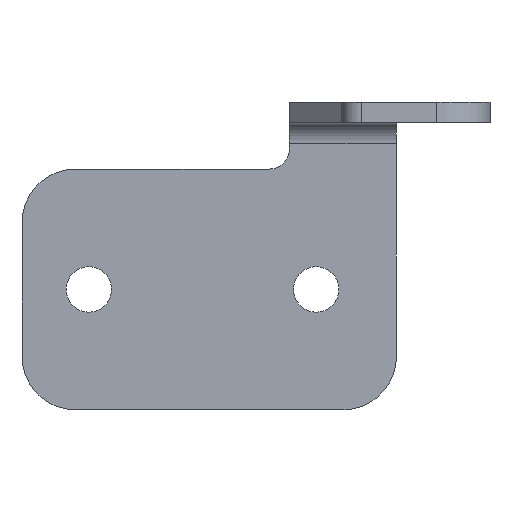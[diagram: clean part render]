
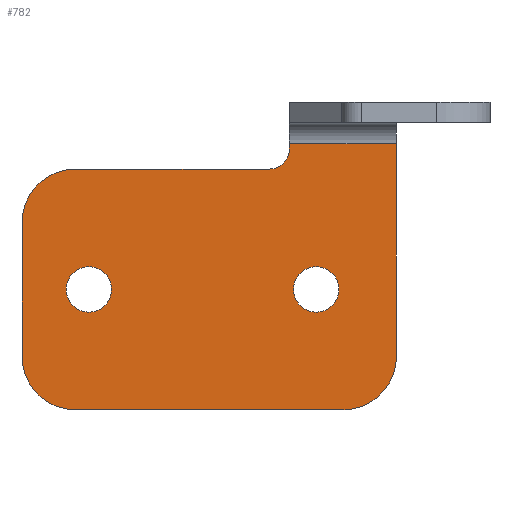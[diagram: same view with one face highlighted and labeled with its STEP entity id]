
A CAD part, left-side view. The second image highlights one B-rep face of the part: STEP entity #782.
In plain terms, the highlighted planar face has unit normal (-1, 0, 0).
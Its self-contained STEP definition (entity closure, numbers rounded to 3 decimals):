
#431 = VERTEX_POINT('',#432);
#432 = CARTESIAN_POINT('',(-1.5,7.,-2.));
#438 = EDGE_CURVE('',#439,#431,#441,.T.);
#439 = VERTEX_POINT('',#440);
#440 = CARTESIAN_POINT('',(-1.5,7.,-1.6));
#441 = LINE('',#442,#443);
#442 = CARTESIAN_POINT('',(-1.5,7.,0.));
#443 = VECTOR('',#444,1.);
#444 = DIRECTION('',(0.,0.,-1.));
#537 = EDGE_CURVE('',#538,#540,#542,.T.);
#538 = VERTEX_POINT('',#539);
#539 = CARTESIAN_POINT('',(-1.5,-1.,-1.6));
#540 = VERTEX_POINT('',#541);
#541 = CARTESIAN_POINT('',(-1.5,-1.,-17.5));
#542 = LINE('',#543,#544);
#543 = CARTESIAN_POINT('',(-1.5,-1.,-1.6));
#544 = VECTOR('',#545,1.);
#545 = DIRECTION('',(0.,0.,-1.));
#763 = VERTEX_POINT('',#764);
#764 = CARTESIAN_POINT('',(-1.5,8.5,-3.5));
#770 = EDGE_CURVE('',#431,#763,#771,.T.);
#771 = CIRCLE('',#772,1.5);
#772 = AXIS2_PLACEMENT_3D('',#773,#774,#775);
#773 = CARTESIAN_POINT('',(-1.5,8.5,-2.));
#774 = DIRECTION('',(1.,-0.,0.));
#775 = DIRECTION('',(0.,0.,-1.));
#782 = ADVANCED_FACE('',(#783,#843,#854),#865,.T.);
#783 = FACE_BOUND('',#784,.T.);
#784 = EDGE_LOOP('',(#785,#786,#787,#795,#804,#812,#821,#829,#836,#837)
  );
#785 = ORIENTED_EDGE('',*,*,#438,.T.);
#786 = ORIENTED_EDGE('',*,*,#770,.T.);
#787 = ORIENTED_EDGE('',*,*,#788,.T.);
#788 = EDGE_CURVE('',#763,#789,#791,.T.);
#789 = VERTEX_POINT('',#790);
#790 = CARTESIAN_POINT('',(-1.5,23.,-3.5));
#791 = LINE('',#792,#793);
#792 = CARTESIAN_POINT('',(-1.5,7.,-3.5));
#793 = VECTOR('',#794,1.);
#794 = DIRECTION('',(0.,1.,0.));
#795 = ORIENTED_EDGE('',*,*,#796,.T.);
#796 = EDGE_CURVE('',#789,#797,#799,.T.);
#797 = VERTEX_POINT('',#798);
#798 = CARTESIAN_POINT('',(-1.5,27.,-7.5));
#799 = CIRCLE('',#800,4.);
#800 = AXIS2_PLACEMENT_3D('',#801,#802,#803);
#801 = CARTESIAN_POINT('',(-1.5,23.,-7.5));
#802 = DIRECTION('',(-1.,0.,0.));
#803 = DIRECTION('',(0.,0.,1.));
#804 = ORIENTED_EDGE('',*,*,#805,.F.);
#805 = EDGE_CURVE('',#806,#797,#808,.T.);
#806 = VERTEX_POINT('',#807);
#807 = CARTESIAN_POINT('',(-1.5,27.,-17.5));
#808 = LINE('',#809,#810);
#809 = CARTESIAN_POINT('',(-1.5,27.,-21.5));
#810 = VECTOR('',#811,1.);
#811 = DIRECTION('',(0.,0.,1.));
#812 = ORIENTED_EDGE('',*,*,#813,.F.);
#813 = EDGE_CURVE('',#814,#806,#816,.T.);
#814 = VERTEX_POINT('',#815);
#815 = CARTESIAN_POINT('',(-1.5,23.,-21.5));
#816 = CIRCLE('',#817,4.);
#817 = AXIS2_PLACEMENT_3D('',#818,#819,#820);
#818 = CARTESIAN_POINT('',(-1.5,23.,-17.5));
#819 = DIRECTION('',(1.,0.,-0.));
#820 = DIRECTION('',(0.,0.,1.));
#821 = ORIENTED_EDGE('',*,*,#822,.F.);
#822 = EDGE_CURVE('',#823,#814,#825,.T.);
#823 = VERTEX_POINT('',#824);
#824 = CARTESIAN_POINT('',(-1.5,3.,-21.5));
#825 = LINE('',#826,#827);
#826 = CARTESIAN_POINT('',(-1.5,7.,-21.5));
#827 = VECTOR('',#828,1.);
#828 = DIRECTION('',(0.,1.,0.));
#829 = ORIENTED_EDGE('',*,*,#830,.F.);
#830 = EDGE_CURVE('',#540,#823,#831,.T.);
#831 = CIRCLE('',#832,4.);
#832 = AXIS2_PLACEMENT_3D('',#833,#834,#835);
#833 = CARTESIAN_POINT('',(-1.5,3.,-17.5));
#834 = DIRECTION('',(1.,0.,0.));
#835 = DIRECTION('',(0.,0.,1.));
#836 = ORIENTED_EDGE('',*,*,#537,.F.);
#837 = ORIENTED_EDGE('',*,*,#838,.F.);
#838 = EDGE_CURVE('',#439,#538,#839,.T.);
#839 = LINE('',#840,#841);
#840 = CARTESIAN_POINT('',(-1.5,7.,-1.6));
#841 = VECTOR('',#842,1.);
#842 = DIRECTION('',(0.,-1.,0.));
#843 = FACE_BOUND('',#844,.T.);
#844 = EDGE_LOOP('',(#845));
#845 = ORIENTED_EDGE('',*,*,#846,.T.);
#846 = EDGE_CURVE('',#847,#847,#849,.T.);
#847 = VERTEX_POINT('',#848);
#848 = CARTESIAN_POINT('',(-1.5,23.7,-12.5));
#849 = CIRCLE('',#850,1.7);
#850 = AXIS2_PLACEMENT_3D('',#851,#852,#853);
#851 = CARTESIAN_POINT('',(-1.5,22.,-12.5));
#852 = DIRECTION('',(1.,0.,0.));
#853 = DIRECTION('',(0.,1.,0.));
#854 = FACE_BOUND('',#855,.T.);
#855 = EDGE_LOOP('',(#856));
#856 = ORIENTED_EDGE('',*,*,#857,.T.);
#857 = EDGE_CURVE('',#858,#858,#860,.T.);
#858 = VERTEX_POINT('',#859);
#859 = CARTESIAN_POINT('',(-1.5,6.7,-12.5));
#860 = CIRCLE('',#861,1.7);
#861 = AXIS2_PLACEMENT_3D('',#862,#863,#864);
#862 = CARTESIAN_POINT('',(-1.5,5.,-12.5));
#863 = DIRECTION('',(1.,0.,0.));
#864 = DIRECTION('',(0.,1.,0.));
#865 = PLANE('',#866);
#866 = AXIS2_PLACEMENT_3D('',#867,#868,#869);
#867 = CARTESIAN_POINT('',(-1.5,13.,-11.55));
#868 = DIRECTION('',(-1.,-0.,-0.));
#869 = DIRECTION('',(0.,0.,-1.));
